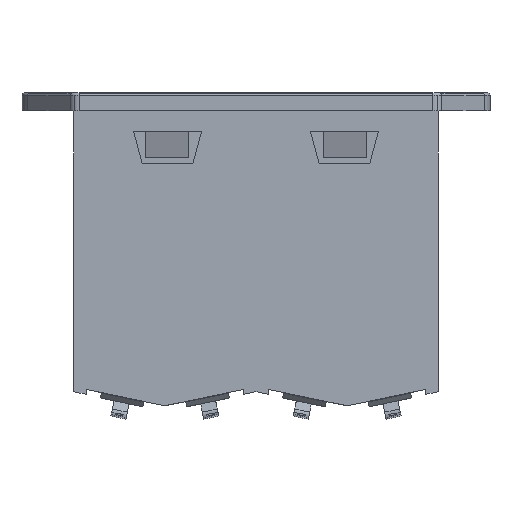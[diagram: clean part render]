
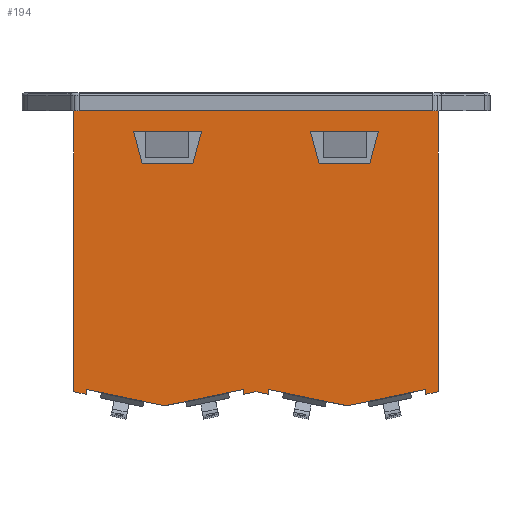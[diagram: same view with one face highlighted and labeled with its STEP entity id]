
A CAD part, front view. The second image highlights one B-rep face of the part: STEP entity #194.
In plain terms, the highlighted planar face has unit normal (0, -1, 0).
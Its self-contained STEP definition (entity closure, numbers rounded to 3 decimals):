
#194=ADVANCED_FACE('',(#713,#714,#715),#716,.T.);
#713=FACE_OUTER_BOUND('',#1637,.T.);
#714=FACE_BOUND('',#1638,.T.);
#715=FACE_BOUND('',#1639,.T.);
#716=PLANE('',#1640);
#1637=EDGE_LOOP('',(#5698,#5699,#5700,#5701,#5702,#5703,#5704,#5705,#5706,#5707,#5708,#5709,#5710,#5711,#5712));
#1638=EDGE_LOOP('',(#5713,#5714,#5715,#5716));
#1639=EDGE_LOOP('',(#5717,#5718,#5719,#5720));
#1640=AXIS2_PLACEMENT_3D('',#5721,#5722,#5723);
#5698=ORIENTED_EDGE('',*,*,#9283,.T.);
#5699=ORIENTED_EDGE('',*,*,#9284,.T.);
#5700=ORIENTED_EDGE('',*,*,#9285,.F.);
#5701=ORIENTED_EDGE('',*,*,#9286,.F.);
#5702=ORIENTED_EDGE('',*,*,#9287,.F.);
#5703=ORIENTED_EDGE('',*,*,#9288,.F.);
#5704=ORIENTED_EDGE('',*,*,#9289,.F.);
#5705=ORIENTED_EDGE('',*,*,#9225,.F.);
#5706=ORIENTED_EDGE('',*,*,#9228,.F.);
#5707=ORIENTED_EDGE('',*,*,#9234,.F.);
#5708=ORIENTED_EDGE('',*,*,#9236,.F.);
#5709=ORIENTED_EDGE('',*,*,#9271,.F.);
#5710=ORIENTED_EDGE('',*,*,#9273,.F.);
#5711=ORIENTED_EDGE('',*,*,#9278,.F.);
#5712=ORIENTED_EDGE('',*,*,#9280,.F.);
#5713=ORIENTED_EDGE('',*,*,#9290,.T.);
#5714=ORIENTED_EDGE('',*,*,#9291,.T.);
#5715=ORIENTED_EDGE('',*,*,#9292,.T.);
#5716=ORIENTED_EDGE('',*,*,#9293,.T.);
#5717=ORIENTED_EDGE('',*,*,#9294,.T.);
#5718=ORIENTED_EDGE('',*,*,#9295,.T.);
#5719=ORIENTED_EDGE('',*,*,#9296,.T.);
#5720=ORIENTED_EDGE('',*,*,#9297,.T.);
#5721=CARTESIAN_POINT('',(33.5,0.0,0.0));
#5722=DIRECTION('',(0.,-1.0,0.0));
#5723=DIRECTION('',(0.0,0.0,-1.0));
#9225=EDGE_CURVE('',#10613,#10615,#10616,.T.);
#9228=EDGE_CURVE('',#10618,#10613,#10620,.T.);
#9234=EDGE_CURVE('',#10629,#10618,#10631,.T.);
#9236=EDGE_CURVE('',#10632,#10629,#10634,.T.);
#9271=EDGE_CURVE('',#10700,#10632,#10702,.T.);
#9273=EDGE_CURVE('',#10703,#10700,#10705,.T.);
#9278=EDGE_CURVE('',#10711,#10703,#10713,.T.);
#9280=EDGE_CURVE('',#10714,#10711,#10716,.T.);
#9283=EDGE_CURVE('',#10714,#10718,#10720,.T.);
#9284=EDGE_CURVE('',#10718,#10721,#10722,.T.);
#9285=EDGE_CURVE('',#10723,#10721,#10724,.T.);
#9286=EDGE_CURVE('',#10725,#10723,#10726,.T.);
#9287=EDGE_CURVE('',#10727,#10725,#10728,.T.);
#9288=EDGE_CURVE('',#10729,#10727,#10730,.T.);
#9289=EDGE_CURVE('',#10615,#10729,#10731,.T.);
#9290=EDGE_CURVE('',#10732,#10733,#10734,.T.);
#9291=EDGE_CURVE('',#10733,#10735,#10736,.T.);
#9292=EDGE_CURVE('',#10735,#10737,#10738,.T.);
#9293=EDGE_CURVE('',#10737,#10732,#10739,.T.);
#9294=EDGE_CURVE('',#10740,#10741,#10742,.T.);
#9295=EDGE_CURVE('',#10741,#10743,#10744,.T.);
#9296=EDGE_CURVE('',#10743,#10745,#10746,.T.);
#9297=EDGE_CURVE('',#10745,#10740,#10747,.T.);
#10613=VERTEX_POINT('',#12824);
#10615=VERTEX_POINT('',#12827);
#10616=LINE('',#12828,#12829);
#10618=VERTEX_POINT('',#12832);
#10620=LINE('',#12835,#12836);
#10629=VERTEX_POINT('',#12849);
#10631=LINE('',#12852,#12853);
#10632=VERTEX_POINT('',#12854);
#10634=LINE('',#12857,#12858);
#10700=VERTEX_POINT('',#12949);
#10702=LINE('',#12952,#12953);
#10703=VERTEX_POINT('',#12954);
#10705=LINE('',#12957,#12958);
#10711=VERTEX_POINT('',#12967);
#10713=LINE('',#12970,#12971);
#10714=VERTEX_POINT('',#12972);
#10716=LINE('',#12975,#12976);
#10718=VERTEX_POINT('',#12978);
#10720=LINE('',#12981,#12982);
#10721=VERTEX_POINT('',#12983);
#10722=LINE('',#12984,#12985);
#10723=VERTEX_POINT('',#12986);
#10724=LINE('',#12987,#12988);
#10725=VERTEX_POINT('',#12989);
#10726=LINE('',#12990,#12991);
#10727=VERTEX_POINT('',#12992);
#10728=LINE('',#12993,#12994);
#10729=VERTEX_POINT('',#12995);
#10730=LINE('',#12996,#12997);
#10731=LINE('',#12998,#12999);
#10732=VERTEX_POINT('',#13000);
#10733=VERTEX_POINT('',#13001);
#10734=LINE('',#13002,#13003);
#10735=VERTEX_POINT('',#13004);
#10736=LINE('',#13005,#13006);
#10737=VERTEX_POINT('',#13007);
#10738=LINE('',#13008,#13009);
#10739=LINE('',#13010,#13011);
#10740=VERTEX_POINT('',#13012);
#10741=VERTEX_POINT('',#13013);
#10742=LINE('',#13014,#13015);
#10743=VERTEX_POINT('',#13016);
#10744=LINE('',#13017,#13018);
#10745=VERTEX_POINT('',#13019);
#10746=LINE('',#13020,#13021);
#10747=LINE('',#13022,#13023);
#12824=CARTESIAN_POINT('',(0.,0.0,-54.919));
#12827=CARTESIAN_POINT('',(-2.3,0.0,-55.4));
#12828=CARTESIAN_POINT('',(-1.233,0.0,-55.177));
#12829=VECTOR('',#16599,2.35);
#12832=CARTESIAN_POINT('',(2.3,0.0,-55.4));
#12835=CARTESIAN_POINT('',(0.083,0.0,-54.937));
#12836=VECTOR('',#16602,2.35);
#12849=CARTESIAN_POINT('',(2.3,0.0,-54.481));
#12852=CARTESIAN_POINT('',(2.3,0.0,-55.575));
#12853=VECTOR('',#16608,0.919);
#12854=CARTESIAN_POINT('',(16.75,0.0,-57.5));
#12857=CARTESIAN_POINT('',(1.325,0.0,-54.277));
#12858=VECTOR('',#16610,14.762);
#12949=CARTESIAN_POINT('',(31.2,0.0,-54.481));
#12952=CARTESIAN_POINT('',(8.901,0.0,-59.14));
#12953=VECTOR('',#16661,14.762);
#12954=CARTESIAN_POINT('',(31.2,0.0,-55.4));
#12957=CARTESIAN_POINT('',(31.2,0.0,-55.115));
#12958=VECTOR('',#16663,0.919);
#12967=CARTESIAN_POINT('',(33.5,0.0,-54.919));
#12970=CARTESIAN_POINT('',(16.218,0.0,-58.531));
#12971=VECTOR('',#16668,2.35);
#12972=CARTESIAN_POINT('',(33.5,0.0,-3.3));
#12975=CARTESIAN_POINT('',(33.5,0.0,0.0));
#12976=VECTOR('',#16670,51.619);
#12978=CARTESIAN_POINT('',(-33.5,0.0,-3.3));
#12981=CARTESIAN_POINT('',(16.75,0.0,-3.3));
#12982=VECTOR('',#16675,67.0);
#12983=CARTESIAN_POINT('',(-33.5,0.0,-54.919));
#12984=CARTESIAN_POINT('',(-33.5,0.0,0.0));
#12985=VECTOR('',#16676,51.619);
#12986=CARTESIAN_POINT('',(-31.2,0.0,-55.4));
#12987=CARTESIAN_POINT('',(-17.368,0.0,-58.29));
#12988=VECTOR('',#16677,2.35);
#12989=CARTESIAN_POINT('',(-31.2,0.0,-54.481));
#12990=CARTESIAN_POINT('',(-31.2,0.0,-55.575));
#12991=VECTOR('',#16678,0.919);
#12992=CARTESIAN_POINT('',(-16.75,0.0,-57.5));
#12993=CARTESIAN_POINT('',(-16.126,0.0,-57.63));
#12994=VECTOR('',#16679,14.762);
#12995=CARTESIAN_POINT('',(-2.3,0.0,-54.481));
#12996=CARTESIAN_POINT('',(-8.55,0.0,-55.787));
#12997=VECTOR('',#16680,14.762);
#12998=CARTESIAN_POINT('',(-2.3,0.0,-55.115));
#12999=VECTOR('',#16681,0.919);
#13000=CARTESIAN_POINT('',(22.5,0.0,-7.1));
#13001=CARTESIAN_POINT('',(20.9,0.0,-13.0));
#13002=CARTESIAN_POINT('',(23.774,0.0,-2.404));
#13003=VECTOR('',#16682,6.113);
#13004=CARTESIAN_POINT('',(11.6,0.0,-13.0));
#13005=CARTESIAN_POINT('',(27.2,0.0,-13.0));
#13006=VECTOR('',#16683,9.3);
#13007=CARTESIAN_POINT('',(10.0,0.0,-7.1));
#13008=CARTESIAN_POINT('',(10.708,0.0,-9.711));
#13009=VECTOR('',#16684,6.113);
#13010=CARTESIAN_POINT('',(21.75,0.0,-7.1));
#13011=VECTOR('',#16685,12.5);
#13012=CARTESIAN_POINT('',(-22.5,0.0,-7.1));
#13013=CARTESIAN_POINT('',(-10.0,0.0,-7.1));
#13014=CARTESIAN_POINT('',(5.5,0.0,-7.1));
#13015=VECTOR('',#16686,12.5);
#13016=CARTESIAN_POINT('',(-11.6,0.0,-13.0));
#13017=CARTESIAN_POINT('',(-7.613,0.0,1.701));
#13018=VECTOR('',#16687,6.113);
#13019=CARTESIAN_POINT('',(-20.9,0.0,-13.0));
#13020=CARTESIAN_POINT('',(10.95,0.0,-13.0));
#13021=VECTOR('',#16688,9.3);
#13022=CARTESIAN_POINT('',(-20.679,0.0,-13.816));
#13023=VECTOR('',#16689,6.113);
#16599=DIRECTION('',(-0.979,0.,-0.205));
#16602=DIRECTION('',(-0.979,0.,0.205));
#16608=DIRECTION('',(0.0,0.0,-1.0));
#16610=DIRECTION('',(-0.979,0.,0.205));
#16661=DIRECTION('',(-0.979,0.,-0.205));
#16663=DIRECTION('',(0.0,0.0,1.0));
#16668=DIRECTION('',(-0.979,0.,-0.205));
#16670=DIRECTION('',(0.0,0.0,-1.0));
#16675=DIRECTION('',(-1.0,0.,0.0));
#16676=DIRECTION('',(0.0,0.0,-1.0));
#16677=DIRECTION('',(-0.979,0.,0.205));
#16678=DIRECTION('',(0.0,0.0,-1.0));
#16679=DIRECTION('',(-0.979,0.,0.205));
#16680=DIRECTION('',(-0.979,0.,-0.205));
#16681=DIRECTION('',(0.0,0.0,1.0));
#16682=DIRECTION('',(-0.262,0.,-0.965));
#16683=DIRECTION('',(-1.0,0.,0.0));
#16684=DIRECTION('',(-0.262,0.,0.965));
#16685=DIRECTION('',(1.0,0.,0.0));
#16686=DIRECTION('',(1.0,0.,0.0));
#16687=DIRECTION('',(-0.262,0.,-0.965));
#16688=DIRECTION('',(-1.0,0.,0.0));
#16689=DIRECTION('',(-0.262,0.,0.965));
